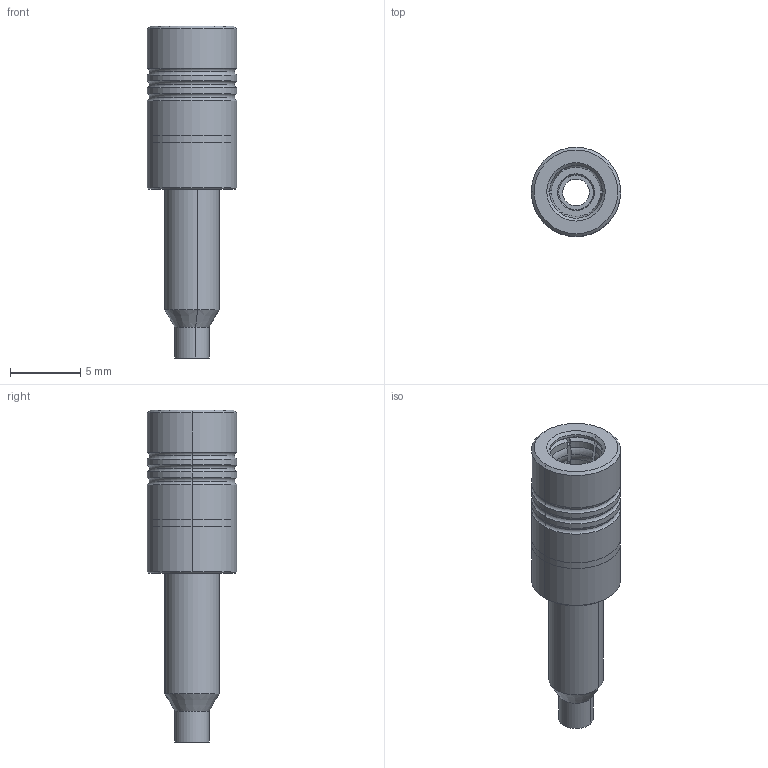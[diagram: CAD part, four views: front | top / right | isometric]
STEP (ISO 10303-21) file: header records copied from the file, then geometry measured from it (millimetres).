
FILE_DESCRIPTION (( 'STEP AP214' ), '1' );
FILE_NAME ('32-005-D3-AA.STEP', '2024-09-06T07:37:55', ( '' ), ( '' ), 'SwSTEP 2.0', 'SolidWorks 2024', '' );
FILE_SCHEMA (( 'AUTOMOTIVE_DESIGN' ));
Length unit declared in the file: millimetre
Products named in the file (1): 32-005-D3-AA
Bounding box: 6.35 x 6.35 x 23.6 mm (x, y, z)
Surface area: 654.3 mm2 (no closed solid volume)
Topology: 0 solids, 7 shells, 96 faces, 346 edges, 250 vertices
Faces by surface type: cylinder 32, plane 26, torus 24, cone 14
Entity records: 3804 total; most frequent: CARTESIAN_POINT 893, DIRECTION 621, ORIENTED_EDGE 541, EDGE_CURVE 346, VERTEX_POINT 250, AXIS2_PLACEMENT_3D 226, LINE 169, VECTOR 169
